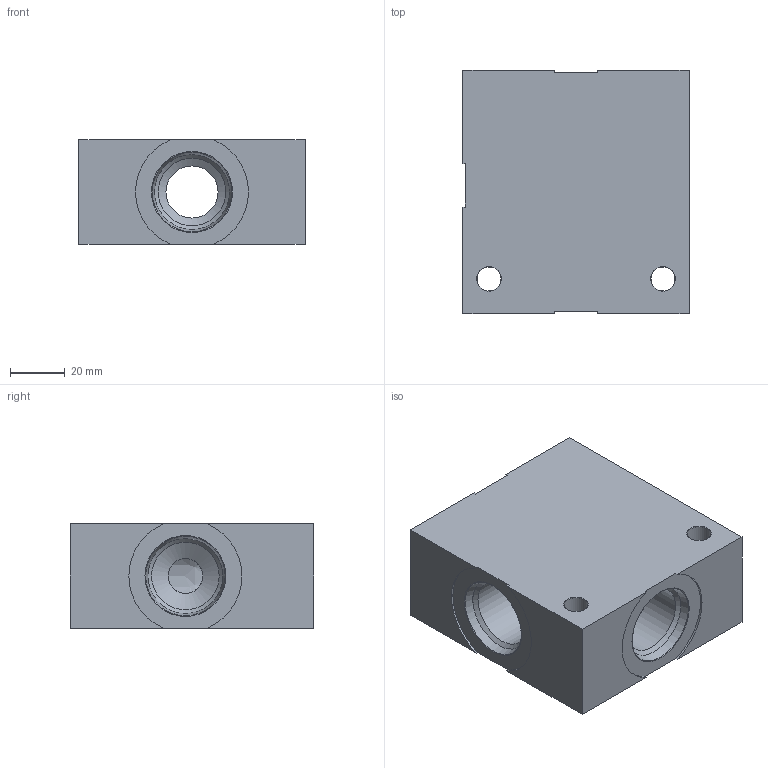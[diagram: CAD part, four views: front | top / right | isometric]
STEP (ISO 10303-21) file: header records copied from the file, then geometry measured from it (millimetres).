
FILE_DESCRIPTION((''),'2;1');
FILE_NAME('12-3S-12TC.stp','2015-06-04T10:52:13',('jml'),(''),'Autodesk Inventor 2010','Autodesk Inventor 2010','');
FILE_SCHEMA(('AUTOMOTIVE_DESIGN { 1 0 10303 214 1 1 1 1 }'));
Length unit declared in the file: inch
Products named in the file (1): 12-3S-12TC
Bounding box: 82.55 x 88.9 x 38.1 mm (x, y, z)
Volume: 215831.7 mm3; surface area: 37743.9 mm2
Topology: 1 solids, 1 shells, 57 faces, 139 edges, 87 vertices
Faces by surface type: plane 17, bspline 17, cone 12, cylinder 7, torus 4
Full cylindrical faces by diameter (mm): 24.613 x1
Entity records: 1741 total; most frequent: CARTESIAN_POINT 599, DIRECTION 226, ORIENTED_EDGE 184, EDGE_LOOP 106, AXIS2_PLACEMENT_3D 95, EDGE_CURVE 92, VERTEX_POINT 76, FACE_OUTER_BOUND 57
